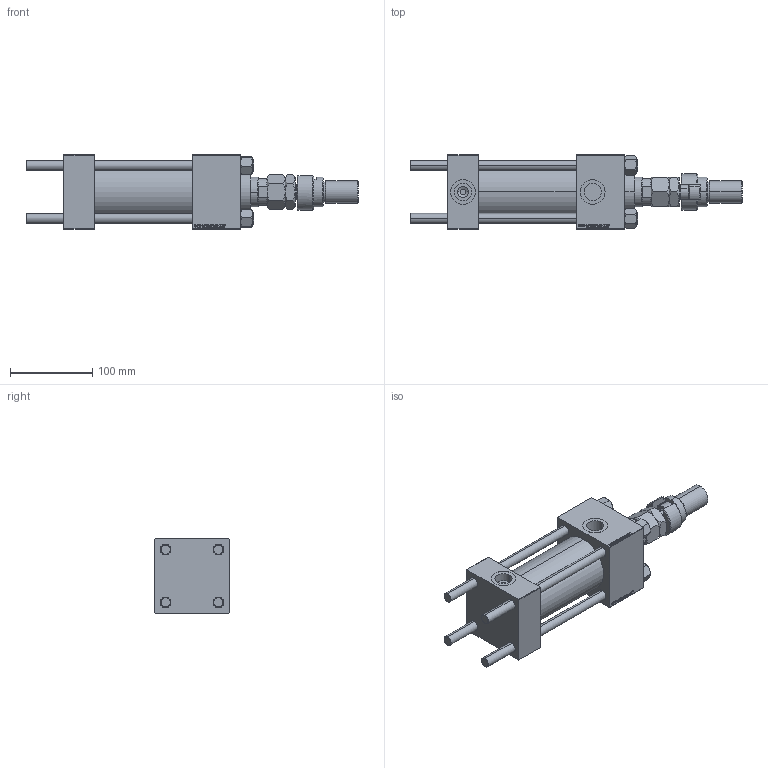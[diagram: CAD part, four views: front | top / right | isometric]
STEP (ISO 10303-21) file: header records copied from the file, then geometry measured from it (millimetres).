
FILE_DESCRIPTION (( 'STEP AP203' ), '1' );
FILE_NAME ('9ff5.STEP', '2022-09-14T01:32:23', ( '' ), ( '' ), 'SwSTEP 2.0', 'SolidWorks 2019', '' );
FILE_SCHEMA (( 'CONFIG_CONTROL_DESIGN' ));
Length unit declared in the file: millimetre
Products named in the file (9): MFA 624e57ca34e53523f0a916cd3b813c37; V215_VC_A 624e57ca34e53523f0a916cd3b813c37; NUT_M5 624e57ca34e53523f0a916cd3b813c37; V215CR_BODY_A 624e57ca34e53523f0a916cd3b813c37; DFA 624e57ca34e53523f0a916cd3b813c37; 9ff5; V215CR_VCP 624e57ca34e53523f0a916cd3b813c37; CR025_012_A_0_G_A_G_M_020_+#_##_TYCINKA 624e57ca34e53523f0a916cd3b813c37; FEMALE_PART_FOR_DFA 624e57ca34e53523f0a916cd3b813c37
Assembly tree (14 placements, depth 3):
  9ff5
    V215CR_BODY_A 624e57ca34e53523f0a916cd3b813c37
    CR025_012_A_0_G_A_G_M_020_+#_##_TYCINKA 624e57ca34e53523f0a916cd3b813c37  x4
    NUT_M5 624e57ca34e53523f0a916cd3b813c37  x4
    V215CR_VCP 624e57ca34e53523f0a916cd3b813c37
    V215_VC_A 624e57ca34e53523f0a916cd3b813c37
    DFA 624e57ca34e53523f0a916cd3b813c37
      FEMALE_PART_FOR_DFA 624e57ca34e53523f0a916cd3b813c37
      MFA 624e57ca34e53523f0a916cd3b813c37
Bounding box: 403.5 x 90 x 90 mm (x, y, z)
Volume: 1226526.1 mm3; surface area: 262281 mm2
Topology: 13 solids, 13 shells, 1225 faces, 3045 edges, 1962 vertices
Faces by surface type: plane 550, bspline 392, cone 176, cylinder 95, torus 12
Entity records: 52838 total; most frequent: CARTESIAN_POINT 27765, ORIENTED_EDGE 5582, DIRECTION 3649, EDGE_CURVE 2791, VERTEX_POINT 1818, LINE 1645, VECTOR 1645, EDGE_LOOP 1239
